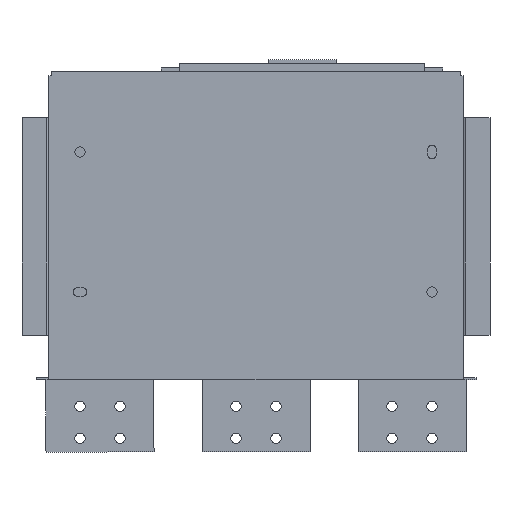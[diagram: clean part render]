
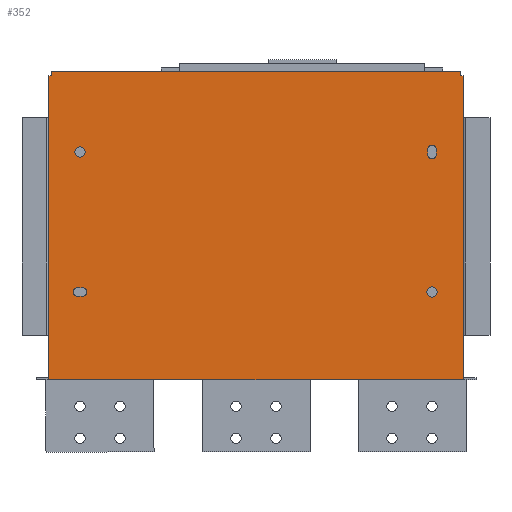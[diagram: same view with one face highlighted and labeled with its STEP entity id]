
A CAD part, front view. The second image highlights one B-rep face of the part: STEP entity #352.
In plain terms, the highlighted planar face has unit normal (0, -1, 0).
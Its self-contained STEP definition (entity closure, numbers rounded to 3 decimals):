
#282=CIRCLE('',#3327,6.5);
#287=CIRCLE('',#3341,5.5);
#288=CIRCLE('',#3342,5.5);
#289=CIRCLE('',#3343,5.5);
#290=CIRCLE('',#3344,5.5);
#291=CIRCLE('',#3345,6.5);
#292=CIRCLE('',#3346,6.5);
#352=ADVANCED_FACE('',(#682,#683,#684,#685,#686),#516,.T.);
#516=PLANE('',#3347);
#682=FACE_BOUND('',#831,.T.);
#683=FACE_BOUND('',#832,.T.);
#684=FACE_BOUND('',#833,.T.);
#685=FACE_BOUND('',#834,.T.);
#686=FACE_BOUND('',#835,.T.);
#831=EDGE_LOOP('',(#1225,#1226,#1227,#1228));
#832=EDGE_LOOP('',(#1229,#1230,#1231,#1232));
#833=EDGE_LOOP('',(#1233,#1234,#1235,#1236,#1237,#1238,#1239,#1240));
#834=EDGE_LOOP('',(#1241,#1242));
#835=EDGE_LOOP('',(#1243));
#1225=ORIENTED_EDGE('',*,*,#2336,.F.);
#1226=ORIENTED_EDGE('',*,*,#2337,.F.);
#1227=ORIENTED_EDGE('',*,*,#2338,.F.);
#1228=ORIENTED_EDGE('',*,*,#2339,.F.);
#1229=ORIENTED_EDGE('',*,*,#2340,.F.);
#1230=ORIENTED_EDGE('',*,*,#2341,.F.);
#1231=ORIENTED_EDGE('',*,*,#2342,.F.);
#1232=ORIENTED_EDGE('',*,*,#2343,.F.);
#1233=ORIENTED_EDGE('',*,*,#2181,.T.);
#1234=ORIENTED_EDGE('',*,*,#2289,.T.);
#1235=ORIENTED_EDGE('',*,*,#2344,.F.);
#1236=ORIENTED_EDGE('',*,*,#2345,.T.);
#1237=ORIENTED_EDGE('',*,*,#2329,.F.);
#1238=ORIENTED_EDGE('',*,*,#2346,.F.);
#1239=ORIENTED_EDGE('',*,*,#2347,.F.);
#1240=ORIENTED_EDGE('',*,*,#2299,.F.);
#1241=ORIENTED_EDGE('',*,*,#2348,.F.);
#1242=ORIENTED_EDGE('',*,*,#2273,.F.);
#1243=ORIENTED_EDGE('',*,*,#2349,.F.);
#1889=VERTEX_POINT('',#4386);
#1890=VERTEX_POINT('',#4388);
#1977=VERTEX_POINT('',#4582);
#1978=VERTEX_POINT('',#4584);
#1993=VERTEX_POINT('',#4615);
#1999=VERTEX_POINT('',#4633);
#2021=VERTEX_POINT('',#4687);
#2024=VERTEX_POINT('',#4692);
#2029=VERTEX_POINT('',#4707);
#2030=VERTEX_POINT('',#4708);
#2031=VERTEX_POINT('',#4710);
#2032=VERTEX_POINT('',#4712);
#2033=VERTEX_POINT('',#4715);
#2034=VERTEX_POINT('',#4716);
#2035=VERTEX_POINT('',#4718);
#2036=VERTEX_POINT('',#4720);
#2037=VERTEX_POINT('',#4723);
#2038=VERTEX_POINT('',#4726);
#2039=VERTEX_POINT('',#4730);
#2181=EDGE_CURVE('',#1890,#1889,#2599,.T.);
#2273=EDGE_CURVE('',#1977,#1978,#282,.T.);
#2289=EDGE_CURVE('',#1889,#1993,#2681,.T.);
#2299=EDGE_CURVE('',#1890,#1999,#2691,.T.);
#2329=EDGE_CURVE('',#2024,#2021,#2717,.T.);
#2336=EDGE_CURVE('',#2029,#2030,#287,.T.);
#2337=EDGE_CURVE('',#2031,#2029,#2724,.T.);
#2338=EDGE_CURVE('',#2032,#2031,#288,.T.);
#2339=EDGE_CURVE('',#2030,#2032,#2725,.T.);
#2340=EDGE_CURVE('',#2033,#2034,#289,.T.);
#2341=EDGE_CURVE('',#2035,#2033,#2726,.T.);
#2342=EDGE_CURVE('',#2036,#2035,#290,.T.);
#2343=EDGE_CURVE('',#2034,#2036,#2727,.T.);
#2344=EDGE_CURVE('',#2037,#1993,#2728,.T.);
#2345=EDGE_CURVE('',#2037,#2021,#2729,.T.);
#2346=EDGE_CURVE('',#2038,#2024,#2730,.T.);
#2347=EDGE_CURVE('',#1999,#2038,#2731,.T.);
#2348=EDGE_CURVE('',#1978,#1977,#291,.T.);
#2349=EDGE_CURVE('',#2039,#2039,#292,.T.);
#2599=LINE('',#4387,#2947);
#2681=LINE('',#4616,#3029);
#2691=LINE('',#4632,#3039);
#2717=LINE('',#4693,#3065);
#2724=LINE('',#4709,#3072);
#2725=LINE('',#4713,#3073);
#2726=LINE('',#4717,#3074);
#2727=LINE('',#4721,#3075);
#2728=LINE('',#4722,#3076);
#2729=LINE('',#4724,#3077);
#2730=LINE('',#4725,#3078);
#2731=LINE('',#4727,#3079);
#2947=VECTOR('',#3541,1.);
#3029=VECTOR('',#3709,1.);
#3039=VECTOR('',#3721,1.);
#3065=VECTOR('',#3765,1.);
#3072=VECTOR('',#3778,1.);
#3073=VECTOR('',#3781,1.);
#3074=VECTOR('',#3784,1.);
#3075=VECTOR('',#3787,1.);
#3076=VECTOR('',#3788,1.);
#3077=VECTOR('',#3789,1.);
#3078=VECTOR('',#3790,1.);
#3079=VECTOR('',#3791,1.);
#3327=AXIS2_PLACEMENT_3D('',#4583,#3690,#3691);
#3341=AXIS2_PLACEMENT_3D('',#4706,#3776,#3777);
#3342=AXIS2_PLACEMENT_3D('',#4711,#3779,#3780);
#3343=AXIS2_PLACEMENT_3D('',#4714,#3782,#3783);
#3344=AXIS2_PLACEMENT_3D('',#4719,#3785,#3786);
#3345=AXIS2_PLACEMENT_3D('',#4728,#3792,#3793);
#3346=AXIS2_PLACEMENT_3D('',#4729,#3794,#3795);
#3347=AXIS2_PLACEMENT_3D('',#4731,#3796,#3797);
#3541=DIRECTION('',(1.,0.,0.));
#3690=DIRECTION('',(0.,-1.,0.));
#3691=DIRECTION('',(0.,0.,-1.));
#3709=DIRECTION('',(0.,0.,1.));
#3721=DIRECTION('',(0.,0.,1.));
#3765=DIRECTION('',(1.,0.,0.));
#3776=DIRECTION('',(0.,-1.,0.));
#3777=DIRECTION('',(-1.,0.,0.));
#3778=DIRECTION('',(0.,0.,1.));
#3779=DIRECTION('',(0.,-1.,0.));
#3780=DIRECTION('',(-1.,0.,0.));
#3781=DIRECTION('',(0.,0.,-1.));
#3782=DIRECTION('',(0.,-1.,0.));
#3783=DIRECTION('',(-1.,0.,0.));
#3784=DIRECTION('',(-1.,0.,0.));
#3785=DIRECTION('',(0.,-1.,0.));
#3786=DIRECTION('',(-1.,0.,0.));
#3787=DIRECTION('',(1.,0.,0.));
#3788=DIRECTION('',(1.,0.,0.));
#3789=DIRECTION('',(0.,0.,1.));
#3790=DIRECTION('',(0.,0.,1.));
#3791=DIRECTION('',(1.,0.,0.));
#3792=DIRECTION('',(0.,-1.,0.));
#3793=DIRECTION('',(0.,0.,-1.));
#3794=DIRECTION('',(0.,-1.,0.));
#3795=DIRECTION('',(1.,0.,0.));
#3796=DIRECTION('',(0.,-1.,0.));
#3797=DIRECTION('',(0.,0.,-1.));
#4386=CARTESIAN_POINT('',(445.,0.,-152.5));
#4387=CARTESIAN_POINT('',(464.,0.,-152.5));
#4388=CARTESIAN_POINT('',(-73.,0.,-152.5));
#4582=CARTESIAN_POINT('',(-34.,0.,139.));
#4583=CARTESIAN_POINT('',(-34.,0.,132.5));
#4584=CARTESIAN_POINT('',(-34.,0.,126.));
#4615=CARTESIAN_POINT('',(445.,0.,227.5));
#4616=CARTESIAN_POINT('',(445.,0.,-122.5));
#4632=CARTESIAN_POINT('',(-73.,0.,-122.5));
#4633=CARTESIAN_POINT('',(-73.,0.,227.5));
#4687=CARTESIAN_POINT('',(441.8,0.,232.5));
#4692=CARTESIAN_POINT('',(-69.8,0.,232.5));
#4693=CARTESIAN_POINT('',(441.8,0.,232.5));
#4706=CARTESIAN_POINT('',(406.,0.,135.5));
#4707=CARTESIAN_POINT('',(411.5,0.,135.5));
#4708=CARTESIAN_POINT('',(400.5,0.,135.5));
#4709=CARTESIAN_POINT('',(411.5,0.,135.5));
#4710=CARTESIAN_POINT('',(411.5,0.,129.5));
#4711=CARTESIAN_POINT('',(406.,0.,129.5));
#4712=CARTESIAN_POINT('',(400.5,0.,129.539));
#4713=CARTESIAN_POINT('',(400.5,0.,129.539));
#4714=CARTESIAN_POINT('',(-37.,0.,-42.5));
#4715=CARTESIAN_POINT('',(-37.,0.,-37.));
#4716=CARTESIAN_POINT('',(-37.,0.,-48.));
#4717=CARTESIAN_POINT('',(-37.,0.,-37.));
#4718=CARTESIAN_POINT('',(-31.,0.,-37.));
#4719=CARTESIAN_POINT('',(-31.,0.,-42.5));
#4720=CARTESIAN_POINT('',(-31.,0.,-48.));
#4721=CARTESIAN_POINT('',(-31.,0.,-48.));
#4722=CARTESIAN_POINT('',(445.,0.,227.5));
#4723=CARTESIAN_POINT('',(441.8,0.,227.5));
#4724=CARTESIAN_POINT('',(441.8,0.,227.5));
#4725=CARTESIAN_POINT('',(-69.8,0.,0.));
#4726=CARTESIAN_POINT('',(-69.8,0.,227.5));
#4727=CARTESIAN_POINT('',(-560.,0.,227.5));
#4728=CARTESIAN_POINT('',(-34.,0.,132.5));
#4729=CARTESIAN_POINT('',(406.,0.,-42.5));
#4730=CARTESIAN_POINT('',(412.5,0.,-42.5));
#4731=CARTESIAN_POINT('',(0.,0.,0.));
